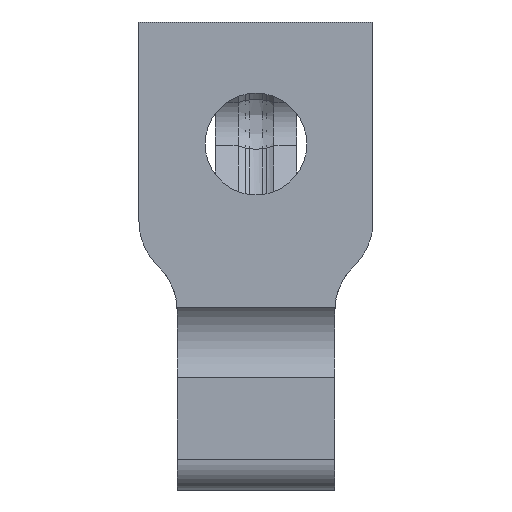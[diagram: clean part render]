
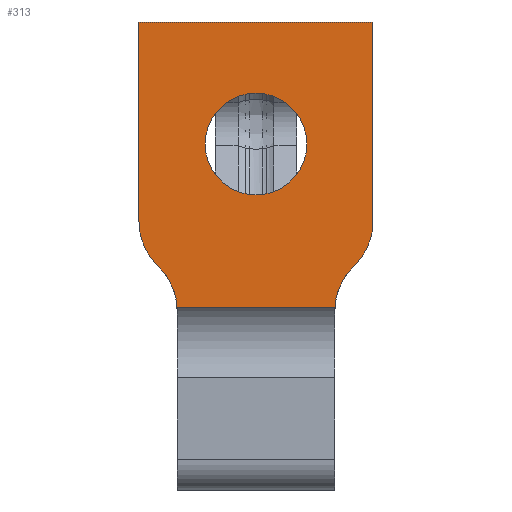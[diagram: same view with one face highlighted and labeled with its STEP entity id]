
A CAD part, front view. The second image highlights one B-rep face of the part: STEP entity #313.
In plain terms, the highlighted planar face has unit normal (0, -1, 0).
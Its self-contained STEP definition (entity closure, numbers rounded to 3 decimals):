
#97 = VERTEX_POINT('',#98);
#98 = CARTESIAN_POINT('',(0.5,0.,-1.2));
#104 = EDGE_CURVE('',#105,#97,#107,.T.);
#105 = VERTEX_POINT('',#106);
#106 = CARTESIAN_POINT('',(-0.5,0.,-1.2));
#107 = CIRCLE('',#108,0.5);
#108 = AXIS2_PLACEMENT_3D('',#109,#110,#111);
#109 = CARTESIAN_POINT('',(0.,0.,-1.2));
#110 = DIRECTION('',(0.,-1.,0.));
#111 = DIRECTION('',(-1.,0.,0.));
#135 = EDGE_CURVE('',#97,#105,#136,.T.);
#136 = CIRCLE('',#137,0.5);
#137 = AXIS2_PLACEMENT_3D('',#138,#139,#140);
#138 = CARTESIAN_POINT('',(0.,0.,-1.2));
#139 = DIRECTION('',(0.,-1.,0.));
#140 = DIRECTION('',(1.,0.,0.));
#162 = VERTEX_POINT('',#163);
#163 = CARTESIAN_POINT('',(1.15,0.,0.));
#169 = EDGE_CURVE('',#170,#162,#172,.T.);
#170 = VERTEX_POINT('',#171);
#171 = CARTESIAN_POINT('',(1.15,0.,-1.963));
#172 = LINE('',#173,#174);
#173 = CARTESIAN_POINT('',(1.15,0.,-1.963));
#174 = VECTOR('',#175,1.);
#175 = DIRECTION('',(0.,0.,1.));
#194 = VERTEX_POINT('',#195);
#195 = CARTESIAN_POINT('',(-1.15,0.,0.));
#201 = EDGE_CURVE('',#162,#194,#202,.T.);
#202 = LINE('',#203,#204);
#203 = CARTESIAN_POINT('',(1.15,0.,0.));
#204 = VECTOR('',#205,1.);
#205 = DIRECTION('',(-1.,0.,0.));
#222 = EDGE_CURVE('',#223,#194,#225,.T.);
#223 = VERTEX_POINT('',#224);
#224 = CARTESIAN_POINT('',(-1.15,0.,-1.963));
#225 = LINE('',#226,#227);
#226 = CARTESIAN_POINT('',(-1.15,0.,-1.963));
#227 = VECTOR('',#228,1.);
#228 = DIRECTION('',(0.,0.,1.));
#254 = VERTEX_POINT('',#255);
#255 = CARTESIAN_POINT('',(-0.988,0.,-2.373));
#263 = EDGE_CURVE('',#223,#254,#264,.T.);
#264 = CIRCLE('',#265,0.6);
#265 = AXIS2_PLACEMENT_3D('',#266,#267,#268);
#266 = CARTESIAN_POINT('',(-0.55,0.,-1.963));
#267 = DIRECTION('',(0.,-1.,0.));
#268 = DIRECTION('',(-1.,0.,0.));
#295 = VERTEX_POINT('',#296);
#296 = CARTESIAN_POINT('',(-0.937,0.,-2.427));
#302 = EDGE_CURVE('',#254,#295,#303,.T.);
#303 = LINE('',#304,#305);
#304 = CARTESIAN_POINT('',(-0.988,0.,-2.373));
#305 = VECTOR('',#306,1.);
#306 = DIRECTION('',(0.684,0.,-0.73));
#313 = ADVANCED_FACE('',(#314,#318),#366,.F.);
#314 = FACE_BOUND('',#315,.T.);
#315 = EDGE_LOOP('',(#316,#317));
#316 = ORIENTED_EDGE('',*,*,#104,.F.);
#317 = ORIENTED_EDGE('',*,*,#135,.F.);
#318 = FACE_BOUND('',#319,.T.);
#319 = EDGE_LOOP('',(#320,#321,#322,#323,#324,#325,#334,#342,#351,#359)
  );
#320 = ORIENTED_EDGE('',*,*,#169,.T.);
#321 = ORIENTED_EDGE('',*,*,#201,.T.);
#322 = ORIENTED_EDGE('',*,*,#222,.F.);
#323 = ORIENTED_EDGE('',*,*,#263,.T.);
#324 = ORIENTED_EDGE('',*,*,#302,.T.);
#325 = ORIENTED_EDGE('',*,*,#326,.T.);
#326 = EDGE_CURVE('',#295,#327,#329,.T.);
#327 = VERTEX_POINT('',#328);
#328 = CARTESIAN_POINT('',(-0.776,0.,-2.806));
#329 = CIRCLE('',#330,0.6);
#330 = AXIS2_PLACEMENT_3D('',#331,#332,#333);
#331 = CARTESIAN_POINT('',(-1.375,0.,-2.837));
#332 = DIRECTION('',(0.,1.,0.));
#333 = DIRECTION('',(0.73,-0.,0.684));
#334 = ORIENTED_EDGE('',*,*,#335,.T.);
#335 = EDGE_CURVE('',#327,#336,#338,.T.);
#336 = VERTEX_POINT('',#337);
#337 = CARTESIAN_POINT('',(0.776,0.,-2.806));
#338 = LINE('',#339,#340);
#339 = CARTESIAN_POINT('',(-0.776,0.,-2.806));
#340 = VECTOR('',#341,1.);
#341 = DIRECTION('',(1.,0.,0.));
#342 = ORIENTED_EDGE('',*,*,#343,.T.);
#343 = EDGE_CURVE('',#336,#344,#346,.T.);
#344 = VERTEX_POINT('',#345);
#345 = CARTESIAN_POINT('',(0.937,0.,-2.427));
#346 = CIRCLE('',#347,0.6);
#347 = AXIS2_PLACEMENT_3D('',#348,#349,#350);
#348 = CARTESIAN_POINT('',(1.375,0.,-2.837));
#349 = DIRECTION('',(0.,1.,0.));
#350 = DIRECTION('',(-0.999,0.,0.053));
#351 = ORIENTED_EDGE('',*,*,#352,.T.);
#352 = EDGE_CURVE('',#344,#353,#355,.T.);
#353 = VERTEX_POINT('',#354);
#354 = CARTESIAN_POINT('',(0.988,0.,-2.373));
#355 = LINE('',#356,#357);
#356 = CARTESIAN_POINT('',(0.937,0.,-2.427));
#357 = VECTOR('',#358,1.);
#358 = DIRECTION('',(0.684,0.,0.73));
#359 = ORIENTED_EDGE('',*,*,#360,.T.);
#360 = EDGE_CURVE('',#353,#170,#361,.T.);
#361 = CIRCLE('',#362,0.6);
#362 = AXIS2_PLACEMENT_3D('',#363,#364,#365);
#363 = CARTESIAN_POINT('',(0.55,0.,-1.963));
#364 = DIRECTION('',(0.,-1.,0.));
#365 = DIRECTION('',(0.73,0.,-0.684));
#366 = PLANE('',#367);
#367 = AXIS2_PLACEMENT_3D('',#368,#369,#370);
#368 = CARTESIAN_POINT('',(1.15,0.,-2.806));
#369 = DIRECTION('',(-0.,1.,0.));
#370 = DIRECTION('',(1.,0.,0.));
